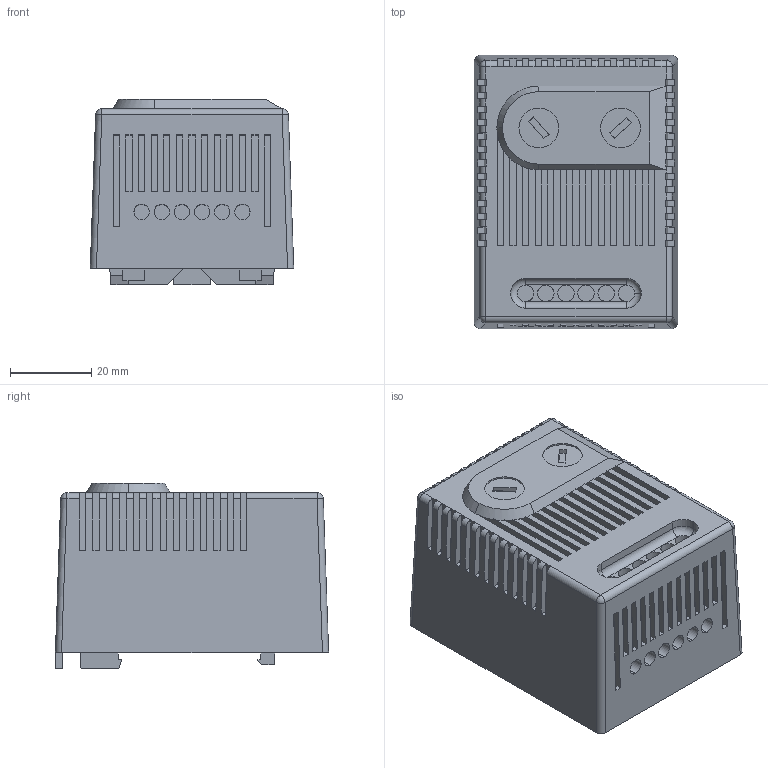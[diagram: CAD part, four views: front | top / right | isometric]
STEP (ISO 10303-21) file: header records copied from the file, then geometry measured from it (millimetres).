
FILE_DESCRIPTION (( 'STEP AP214' ), '1' );
FILE_NAME ('011720-00.STEP', '2014-06-25T15:59:26', ( '' ), ( '' ), 'SwSTEP 2.0', 'SolidWorks 2013', '' );
FILE_SCHEMA (( 'AUTOMOTIVE_DESIGN' ));
Length unit declared in the file: inch
Products named in the file (1): 011720-00
Bounding box: 50.04 x 67.18 x 45.72 mm (x, y, z)
Volume: 112846.8 mm3; surface area: 36251.1 mm2
Topology: 1 solids, 1 shells, 442 faces, 1240 edges, 802 vertices
Faces by surface type: plane 353, cylinder 80, sphere 4, torus 3, cone 2
Entity records: 19212 total; most frequent: CARTESIAN_POINT 2521, ORIENTED_EDGE 2480, DIRECTION 2298, EDGE_CURVE 1240, VECTOR 1044, LINE 1044, VERTEX_POINT 802, AXIS2_PLACEMENT_3D 627
